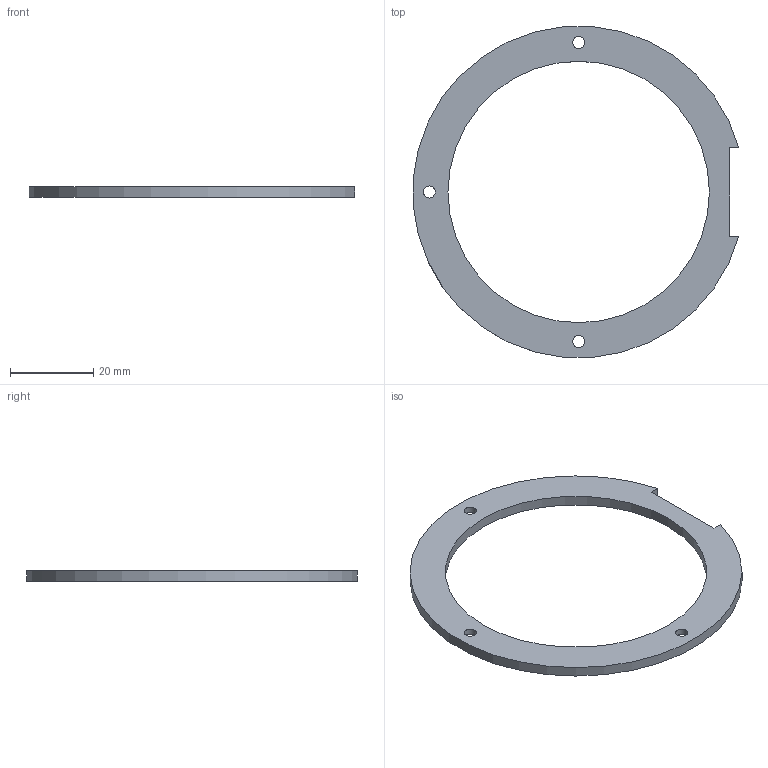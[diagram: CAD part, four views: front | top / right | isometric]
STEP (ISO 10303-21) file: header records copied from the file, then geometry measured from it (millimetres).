
FILE_DESCRIPTION(/* description */ (''),/* implementation_level */ '2;1');
FILE_NAME(/* name */ 'Bearing Holder Disk for cyclodial Drive exterior.step',/* time_stamp */ '2025-09-14T20:36:44+08:00',/* author */ (''),/* organization */ (''),/* preprocessor_version */ 'ST-DEVELOPER v20.1',/* originating_system */ 'Autodesk Translation Framework v14.10.0.0',/* authorisation */ '');
FILE_SCHEMA (('AUTOMOTIVE_DESIGN { 1 0 10303 214 3 1 1 }'));
Length unit declared in the file: millimetre
Products named in the file (2): Cyclodial Drive v4.4; Exterior
Assembly tree (1 placements, depth 2):
  Cyclodial Drive v4.4
    Exterior
Bounding box: 78.41 x 79.72 x 2.5 mm (x, y, z)
Volume: 4505.6 mm3; surface area: 4871.8 mm2
Topology: 1 solids, 1 shells, 16 faces, 33 edges, 22 vertices
Faces by surface type: cylinder 8, plane 8
Full cylindrical faces by diameter (mm): 2.9 x3, 5.5 x3, 63 x1
Entity records: 515 total; most frequent: DIRECTION 85, CARTESIAN_POINT 84, ORIENTED_EDGE 66, AXIS2_PLACEMENT_3D 35, EDGE_CURVE 33, EDGE_LOOP 27, VERTEX_POINT 22, FACE_OUTER_BOUND 16
